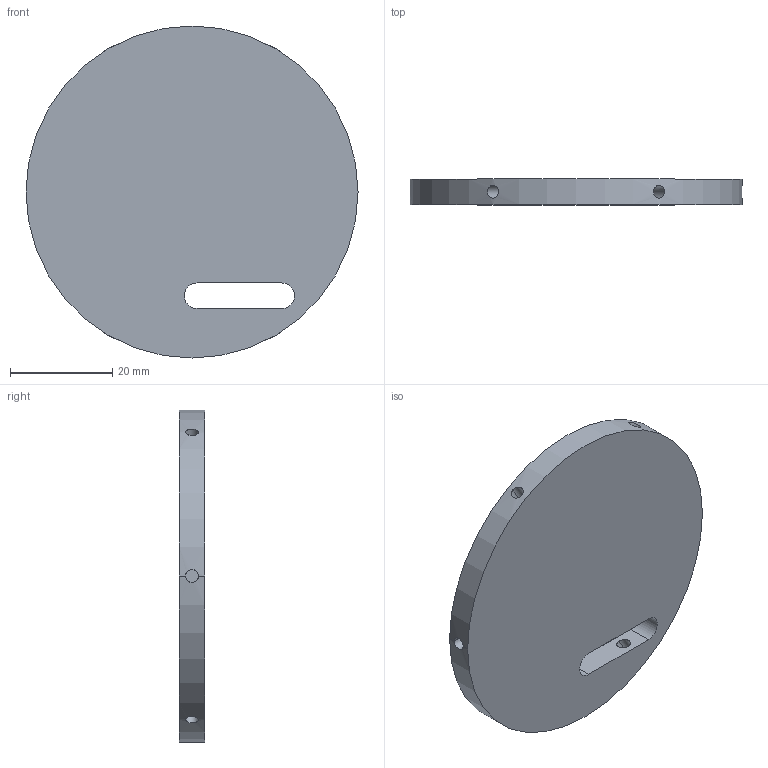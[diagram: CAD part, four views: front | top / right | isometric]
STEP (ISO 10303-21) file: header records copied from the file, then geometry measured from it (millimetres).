
FILE_DESCRIPTION(('CATIA V5 STEP Exchange'),'2;1');
FILE_NAME('bague_trappe_haut.stp','2022-04-16T07:52:26+00:00',('none'),('none'),'CATIA Version 5 Release 19 GA (IN-10)','CATIA V5 STEP AP203','none');
FILE_SCHEMA(('CONFIG_CONTROL_DESIGN'));
Length unit declared in the file: millimetre
Products named in the file (1): bague_trappe_haut
Bounding box: 65 x 5 x 65 mm (x, y, z)
Volume: 15877 mm3; surface area: 8009 mm2
Topology: 1 solids, 1 shells, 25 faces, 56 edges, 36 vertices
Faces by surface type: cylinder 16, plane 9
Entity records: 820 total; most frequent: CARTESIAN_POINT 270, ORIENTED_EDGE 112, DIRECTION 76, EDGE_CURVE 56, AXIS2_PLACEMENT_3D 36, VERTEX_POINT 36, EDGE_LOOP 32, ADVANCED_FACE 25
